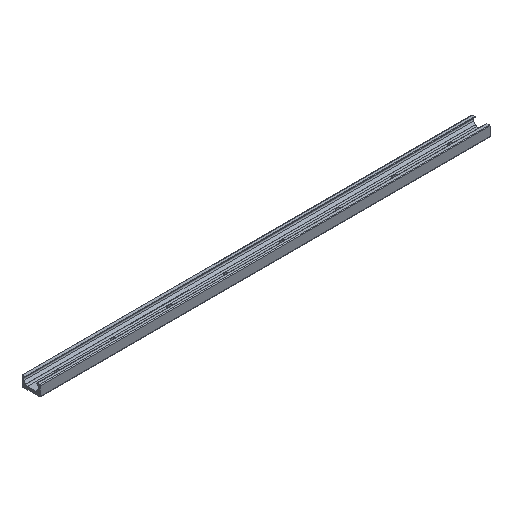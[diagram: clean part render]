
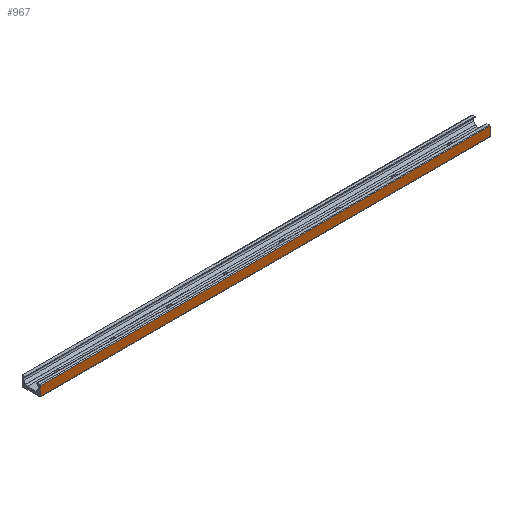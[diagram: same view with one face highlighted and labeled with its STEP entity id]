
A CAD part, isometric view. The second image highlights one B-rep face of the part: STEP entity #967.
In plain terms, the highlighted planar face has unit normal (0, -1, 0).
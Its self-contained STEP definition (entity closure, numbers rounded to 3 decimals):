
#18 = ORIENTED_EDGE ( 'NONE', *, *, #1478, .F. ) ;
#71 = PLANE ( 'NONE',  #155 ) ;
#97 = CARTESIAN_POINT ( 'NONE',  ( 1520., -13.005, 6.515 ) ) ;
#110 = DIRECTION ( 'NONE',  ( 0., 0., 1. ) ) ;
#118 = EDGE_CURVE ( 'NONE', #1814, #793, #750, .T. ) ;
#155 = AXIS2_PLACEMENT_3D ( 'NONE', #97, #1497, #110 ) ;
#337 = LINE ( 'NONE', #1187, #692 ) ;
#396 = EDGE_LOOP ( 'NONE', ( #989, #18, #1247, #568 ) ) ;
#446 = EDGE_CURVE ( 'NONE', #1562, #1966, #337, .T. ) ;
#568 = ORIENTED_EDGE ( 'NONE', *, *, #1433, .F. ) ;
#585 = CARTESIAN_POINT ( 'NONE',  ( 1520., -13.005, -6.515 ) ) ;
#623 = FACE_OUTER_BOUND ( 'NONE', #396, .T. ) ;
#642 = CARTESIAN_POINT ( 'NONE',  ( 640., -13.005, -6.515 ) ) ;
#692 = VECTOR ( 'NONE', #2218, 1000. ) ;
#750 = LINE ( 'NONE', #1432, #1504 ) ;
#793 = VERTEX_POINT ( 'NONE', #1006 ) ;
#950 = CARTESIAN_POINT ( 'NONE',  ( 0., -13.005, 6.515 ) ) ;
#967 = ADVANCED_FACE ( 'NONE', ( #623 ), #71, .F. ) ;
#989 = ORIENTED_EDGE ( 'NONE', *, *, #446, .T. ) ;
#1006 = CARTESIAN_POINT ( 'NONE',  ( 0., -13.005, -6.515 ) ) ;
#1140 = DIRECTION ( 'NONE',  ( 1., 0., 0. ) ) ;
#1187 = CARTESIAN_POINT ( 'NONE',  ( 640., -13.005, 6.515 ) ) ;
#1247 = ORIENTED_EDGE ( 'NONE', *, *, #118, .T. ) ;
#1256 = LINE ( 'NONE', #585, #1945 ) ;
#1432 = CARTESIAN_POINT ( 'NONE',  ( 0., -13.005, 6.515 ) ) ;
#1433 = EDGE_CURVE ( 'NONE', #1562, #793, #1256, .T. ) ;
#1478 = EDGE_CURVE ( 'NONE', #1814, #1966, #1792, .T. ) ;
#1479 = DIRECTION ( 'NONE',  ( -1., 0., 0. ) ) ;
#1497 = DIRECTION ( 'NONE',  ( 0., 1., 0. ) ) ;
#1504 = VECTOR ( 'NONE', #1575, 1000. ) ;
#1562 = VERTEX_POINT ( 'NONE', #642 ) ;
#1575 = DIRECTION ( 'NONE',  ( 0., 0., -1. ) ) ;
#1731 = CARTESIAN_POINT ( 'NONE',  ( 640., -13.005, 6.515 ) ) ;
#1792 = LINE ( 'NONE', #1802, #2128 ) ;
#1802 = CARTESIAN_POINT ( 'NONE',  ( 1520., -13.005, 6.515 ) ) ;
#1814 = VERTEX_POINT ( 'NONE', #950 ) ;
#1945 = VECTOR ( 'NONE', #1479, 1000. ) ;
#1966 = VERTEX_POINT ( 'NONE', #1731 ) ;
#2128 = VECTOR ( 'NONE', #1140, 1000. ) ;
#2218 = DIRECTION ( 'NONE',  ( 0., 0., 1. ) ) ;
